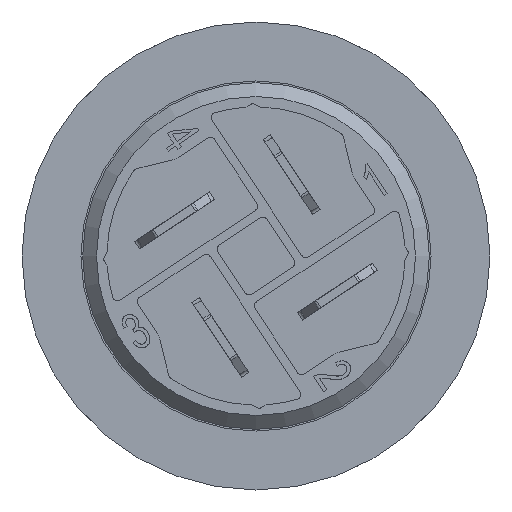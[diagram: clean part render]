
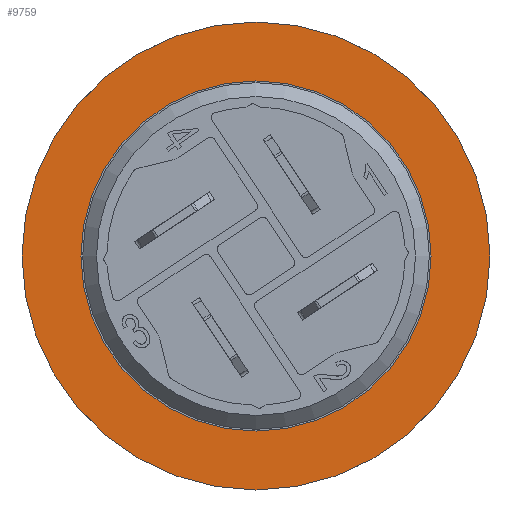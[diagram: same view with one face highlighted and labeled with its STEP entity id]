
A CAD part, front view. The second image highlights one B-rep face of the part: STEP entity #9759.
In plain terms, the highlighted planar face has unit normal (0, -1, 0).
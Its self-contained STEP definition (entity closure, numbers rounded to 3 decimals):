
#9759=ADVANCED_FACE('',(#10416,#10417),#10201,.T.);
#10201=PLANE('',#21622);
#10416=FACE_BOUND('',#11162,.T.);
#10417=FACE_BOUND('',#11163,.T.);
#11162=EDGE_LOOP('',(#15177));
#11163=EDGE_LOOP('',(#15178));
#15177=ORIENTED_EDGE('',*,*,#19550,.T.);
#15178=ORIENTED_EDGE('',*,*,#19549,.F.);
#17347=VERTEX_POINT('',#32339);
#17348=VERTEX_POINT('',#32342);
#19549=EDGE_CURVE('',#17347,#17347,#20454,.T.);
#19550=EDGE_CURVE('',#17348,#17348,#20455,.T.);
#20454=CIRCLE('',#21619,13.5);
#20455=CIRCLE('',#21621,10.1);
#21619=AXIS2_PLACEMENT_3D('',#32338,#24785,#24786);
#21621=AXIS2_PLACEMENT_3D('',#32341,#24789,#24790);
#21622=AXIS2_PLACEMENT_3D('',#32343,#24791,#24792);
#24785=DIRECTION('',(0.,1.,0.));
#24786=DIRECTION('',(1.,0.,0.));
#24789=DIRECTION('',(0.,1.,0.));
#24790=DIRECTION('',(1.,0.,0.));
#24791=DIRECTION('',(0.,-1.,0.));
#24792=DIRECTION('',(1.,0.,0.));
#32338=CARTESIAN_POINT('',(-21.97,-23.163,-132.162));
#32339=CARTESIAN_POINT('',(-8.47,-23.163,-132.162));
#32341=CARTESIAN_POINT('',(-21.97,-23.163,-132.162));
#32342=CARTESIAN_POINT('',(-11.87,-23.163,-132.162));
#32343=CARTESIAN_POINT('',(-36.145,-23.163,-146.337));
